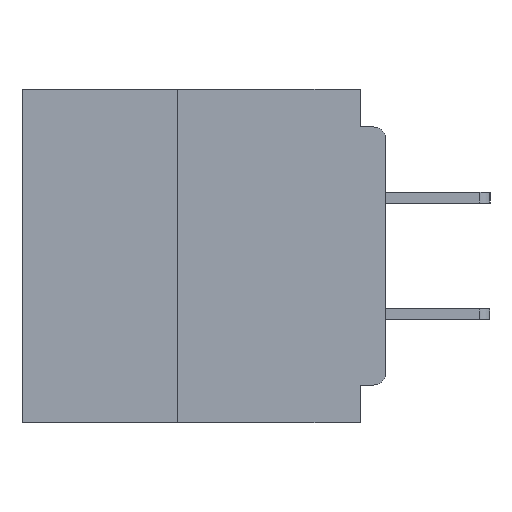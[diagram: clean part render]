
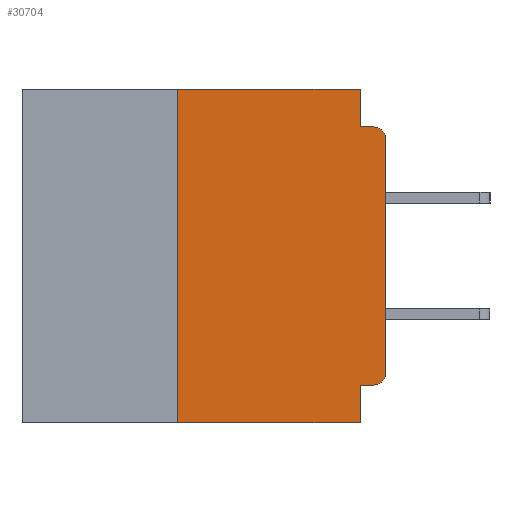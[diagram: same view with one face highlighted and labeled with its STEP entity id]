
A CAD part, left-side view. The second image highlights one B-rep face of the part: STEP entity #30704.
In plain terms, the highlighted planar face has unit normal (-1, 0, 0).
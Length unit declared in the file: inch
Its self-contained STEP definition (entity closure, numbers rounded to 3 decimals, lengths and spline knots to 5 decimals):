
#229 = VERTEX_POINT ( 'NONE', #7724 ) ;
#757 = VECTOR ( 'NONE', #22567, 39.37008 ) ;
#766 = EDGE_LOOP ( 'NONE', ( #52832, #43045, #35964, #46991, #4919, #53509, #1571, #46351, #25525, #5585 ) ) ;
#815 = CARTESIAN_POINT ( 'NONE',  ( 0., 0.25, -0.4 ) ) ;
#1571 = ORIENTED_EDGE ( 'NONE', *, *, #42265, .T. ) ;
#1669 = EDGE_CURVE ( 'NONE', #45568, #3062, #27337, .T. ) ;
#1867 = VECTOR ( 'NONE', #15681, 39.37008 ) ;
#2897 = CARTESIAN_POINT ( 'NONE',  ( 0., 0., 0. ) ) ;
#3062 = VERTEX_POINT ( 'NONE', #21102 ) ;
#3077 = DIRECTION ( 'NONE',  ( 0., 0., 1. ) ) ;
#4162 = LINE ( 'NONE', #2897, #12827 ) ;
#4810 = DIRECTION ( 'NONE',  ( 0., 0., -1. ) ) ;
#4919 = ORIENTED_EDGE ( 'NONE', *, *, #31496, .F. ) ;
#5167 = LINE ( 'NONE', #24275, #13822 ) ;
#5585 = ORIENTED_EDGE ( 'NONE', *, *, #49762, .T. ) ;
#5713 = LINE ( 'NONE', #32702, #49104 ) ;
#6560 = CARTESIAN_POINT ( 'NONE',  ( 0., 0.25, 0. ) ) ;
#7552 = DIRECTION ( 'NONE',  ( 0., 1., 0. ) ) ;
#7724 = CARTESIAN_POINT ( 'NONE',  ( 0., 0.015, -0.045 ) ) ;
#8226 = AXIS2_PLACEMENT_3D ( 'NONE', #50902, #30201, #4810 ) ;
#8382 = CARTESIAN_POINT ( 'NONE',  ( 0., 0.015, -0.34 ) ) ;
#10795 = LINE ( 'NONE', #51694, #757 ) ;
#11437 = CARTESIAN_POINT ( 'NONE',  ( 0., 0.25, -0.4 ) ) ;
#12659 = DIRECTION ( 'NONE',  ( 0., 0., -1. ) ) ;
#12827 = VECTOR ( 'NONE', #3077, 39.37008 ) ;
#13179 = PLANE ( 'NONE',  #8226 ) ;
#13822 = VECTOR ( 'NONE', #28501, 39.37008 ) ;
#14225 = CARTESIAN_POINT ( 'NONE',  ( 0., 0.437, 0. ) ) ;
#15681 = DIRECTION ( 'NONE',  ( 0., 0., 1. ) ) ;
#20907 = VERTEX_POINT ( 'NONE', #31038 ) ;
#21102 = CARTESIAN_POINT ( 'NONE',  ( 0., 0.031, -0.4 ) ) ;
#22428 = EDGE_CURVE ( 'NONE', #28578, #29303, #4162, .T. ) ;
#22567 = DIRECTION ( 'NONE',  ( 0., -1., 0. ) ) ;
#23264 = DIRECTION ( 'NONE',  ( -1., 0., 0. ) ) ;
#24226 = CARTESIAN_POINT ( 'NONE',  ( 0., 0.031, 0. ) ) ;
#24275 = CARTESIAN_POINT ( 'NONE',  ( 0., 0.031, 0. ) ) ;
#25525 = ORIENTED_EDGE ( 'NONE', *, *, #50792, .F. ) ;
#25541 = EDGE_CURVE ( 'NONE', #43230, #31634, #35615, .T. ) ;
#26658 = AXIS2_PLACEMENT_3D ( 'NONE', #8382, #37856, #12659 ) ;
#27337 = LINE ( 'NONE', #43449, #48151 ) ;
#27406 = CARTESIAN_POINT ( 'NONE',  ( 0., 0., -0.34 ) ) ;
#27761 = CIRCLE ( 'NONE', #26658, 0.015 ) ;
#27879 = LINE ( 'NONE', #14225, #37642 ) ;
#28501 = DIRECTION ( 'NONE',  ( 0., 0., -1. ) ) ;
#28578 = VERTEX_POINT ( 'NONE', #27406 ) ;
#29303 = VERTEX_POINT ( 'NONE', #32459 ) ;
#29608 = CARTESIAN_POINT ( 'NONE',  ( 0., 0.031, -0.355 ) ) ;
#30201 = DIRECTION ( 'NONE',  ( 1., 0., 0. ) ) ;
#30276 = EDGE_CURVE ( 'NONE', #29303, #229, #34465, .T. ) ;
#30704 = ADVANCED_FACE ( 'NONE', ( #31815 ), #13179, .F. ) ;
#31024 = DIRECTION ( 'NONE',  ( 0., -1., 0. ) ) ;
#31038 = CARTESIAN_POINT ( 'NONE',  ( 0., 0.015, -0.355 ) ) ;
#31073 = VERTEX_POINT ( 'NONE', #36699 ) ;
#31496 = EDGE_CURVE ( 'NONE', #31634, #53136, #27879, .T. ) ;
#31634 = VERTEX_POINT ( 'NONE', #6560 ) ;
#31815 = FACE_OUTER_BOUND ( 'NONE', #766, .T. ) ;
#32459 = CARTESIAN_POINT ( 'NONE',  ( 0., 0., -0.06 ) ) ;
#32702 = CARTESIAN_POINT ( 'NONE',  ( 0., 0., -0.355 ) ) ;
#34465 = CIRCLE ( 'NONE', #35777, 0.015 ) ;
#35615 = LINE ( 'NONE', #11437, #1867 ) ;
#35777 = AXIS2_PLACEMENT_3D ( 'NONE', #48213, #23264, #52379 ) ;
#35964 = ORIENTED_EDGE ( 'NONE', *, *, #36152, .F. ) ;
#36152 = EDGE_CURVE ( 'NONE', #31073, #229, #10795, .T. ) ;
#36699 = CARTESIAN_POINT ( 'NONE',  ( 0., 0.031, -0.045 ) ) ;
#36789 = DIRECTION ( 'NONE',  ( 0., -1., 0. ) ) ;
#37642 = VECTOR ( 'NONE', #31024, 39.37008 ) ;
#37856 = DIRECTION ( 'NONE',  ( -1., 0., 0. ) ) ;
#41910 = DIRECTION ( 'NONE',  ( 0., 0., -1. ) ) ;
#42265 = EDGE_CURVE ( 'NONE', #43230, #3062, #45123, .T. ) ;
#43045 = ORIENTED_EDGE ( 'NONE', *, *, #30276, .T. ) ;
#43230 = VERTEX_POINT ( 'NONE', #815 ) ;
#43449 = CARTESIAN_POINT ( 'NONE',  ( 0., 0.031, -0.4 ) ) ;
#43817 = VECTOR ( 'NONE', #36789, 39.37008 ) ;
#45123 = LINE ( 'NONE', #49307, #43817 ) ;
#45568 = VERTEX_POINT ( 'NONE', #29608 ) ;
#46351 = ORIENTED_EDGE ( 'NONE', *, *, #1669, .F. ) ;
#46991 = ORIENTED_EDGE ( 'NONE', *, *, #54435, .F. ) ;
#48151 = VECTOR ( 'NONE', #41910, 39.37008 ) ;
#48213 = CARTESIAN_POINT ( 'NONE',  ( 0., 0.015, -0.06 ) ) ;
#49104 = VECTOR ( 'NONE', #7552, 39.37008 ) ;
#49307 = CARTESIAN_POINT ( 'NONE',  ( 0., 0.437, -0.4 ) ) ;
#49762 = EDGE_CURVE ( 'NONE', #20907, #28578, #27761, .T. ) ;
#50792 = EDGE_CURVE ( 'NONE', #20907, #45568, #5713, .T. ) ;
#50902 = CARTESIAN_POINT ( 'NONE',  ( 0., 0.437, 0. ) ) ;
#51694 = CARTESIAN_POINT ( 'NONE',  ( 0., 0., -0.045 ) ) ;
#52379 = DIRECTION ( 'NONE',  ( 0., 0., -1. ) ) ;
#52832 = ORIENTED_EDGE ( 'NONE', *, *, #22428, .T. ) ;
#53136 = VERTEX_POINT ( 'NONE', #24226 ) ;
#53509 = ORIENTED_EDGE ( 'NONE', *, *, #25541, .F. ) ;
#54435 = EDGE_CURVE ( 'NONE', #53136, #31073, #5167, .T. ) ;
